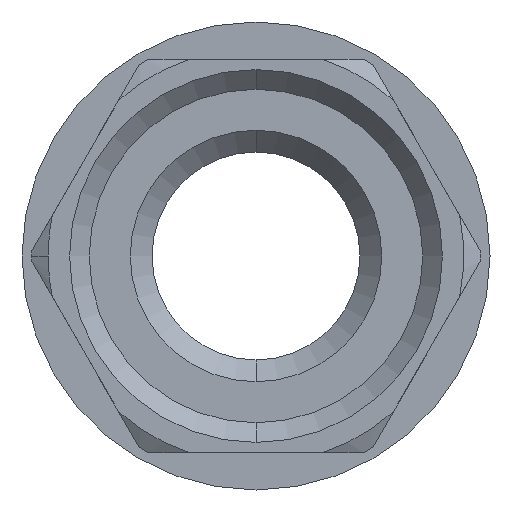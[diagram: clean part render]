
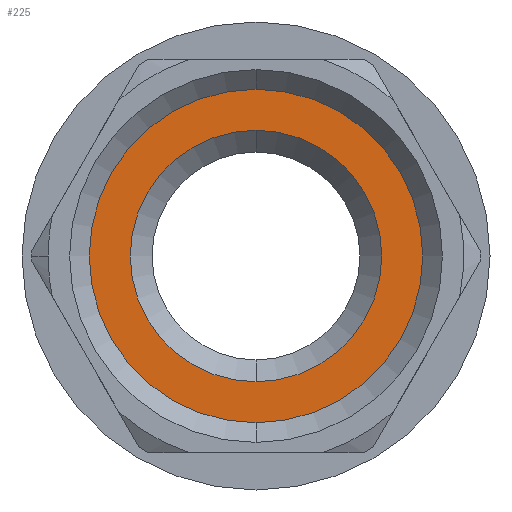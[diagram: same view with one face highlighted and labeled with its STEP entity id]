
A CAD part, front view. The second image highlights one B-rep face of the part: STEP entity #225.
In plain terms, the highlighted planar face has unit normal (0, -1, 0).
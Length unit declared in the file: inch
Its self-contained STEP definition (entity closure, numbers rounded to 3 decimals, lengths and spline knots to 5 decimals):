
#51 = VERTEX_POINT ( 'NONE', #991 ) ;
#91 = CIRCLE ( 'NONE', #409, 0.45276 ) ;
#112 = CARTESIAN_POINT ( 'NONE',  ( 0., -0.59055, 0.45276 ) ) ;
#128 = CARTESIAN_POINT ( 'NONE',  ( 0., -0.59055, 0. ) ) ;
#218 = CARTESIAN_POINT ( 'NONE',  ( 0., -0.59055, 0. ) ) ;
#225 = ADVANCED_FACE ( 'NONE', ( #289, #640 ), #1641, .F. ) ;
#226 = AXIS2_PLACEMENT_3D ( 'NONE', #128, #1161, #314 ) ;
#289 = FACE_BOUND ( 'NONE', #645, .T. ) ;
#305 = CARTESIAN_POINT ( 'NONE',  ( 0., -0.59055, -0.60039 ) ) ;
#314 = DIRECTION ( 'NONE',  ( 0., 0., -1. ) ) ;
#361 = ORIENTED_EDGE ( 'NONE', *, *, #686, .F. ) ;
#376 = DIRECTION ( 'NONE',  ( 0., 0., 1. ) ) ;
#385 = EDGE_CURVE ( 'NONE', #1690, #1669, #91, .T. ) ;
#409 = AXIS2_PLACEMENT_3D ( 'NONE', #1345, #463, #1496 ) ;
#453 = DIRECTION ( 'NONE',  ( 0., 1., 0. ) ) ;
#463 = DIRECTION ( 'NONE',  ( 0., -1., 0. ) ) ;
#468 = CARTESIAN_POINT ( 'NONE',  ( 0.60039, -0.59055, 0. ) ) ;
#480 = ORIENTED_EDGE ( 'NONE', *, *, #1108, .T. ) ;
#640 = FACE_OUTER_BOUND ( 'NONE', #1877, .T. ) ;
#645 = EDGE_LOOP ( 'NONE', ( #1711, #361 ) ) ;
#686 = EDGE_CURVE ( 'NONE', #1669, #1690, #1204, .T. ) ;
#769 = DIRECTION ( 'NONE',  ( 0., 0., 1. ) ) ;
#839 = EDGE_CURVE ( 'NONE', #51, #1610, #1426, .T. ) ;
#879 = DIRECTION ( 'NONE',  ( 0., -1., 0. ) ) ;
#991 = CARTESIAN_POINT ( 'NONE',  ( 0., -0.59055, 0.60039 ) ) ;
#1105 = CIRCLE ( 'NONE', #1491, 0.60039 ) ;
#1108 = EDGE_CURVE ( 'NONE', #1610, #51, #1105, .T. ) ;
#1161 = DIRECTION ( 'NONE',  ( 0., -1., 0. ) ) ;
#1204 = CIRCLE ( 'NONE', #226, 0.45276 ) ;
#1247 = DIRECTION ( 'NONE',  ( 0., -1., 0. ) ) ;
#1325 = ORIENTED_EDGE ( 'NONE', *, *, #839, .T. ) ;
#1345 = CARTESIAN_POINT ( 'NONE',  ( 0., -0.59055, 0. ) ) ;
#1426 = CIRCLE ( 'NONE', #1814, 0.60039 ) ;
#1430 = AXIS2_PLACEMENT_3D ( 'NONE', #468, #453, #769 ) ;
#1491 = AXIS2_PLACEMENT_3D ( 'NONE', #1754, #879, #1907 ) ;
#1496 = DIRECTION ( 'NONE',  ( 0., 0., -1. ) ) ;
#1610 = VERTEX_POINT ( 'NONE', #305 ) ;
#1641 = PLANE ( 'NONE',  #1430 ) ;
#1669 = VERTEX_POINT ( 'NONE', #112 ) ;
#1690 = VERTEX_POINT ( 'NONE', #1889 ) ;
#1711 = ORIENTED_EDGE ( 'NONE', *, *, #385, .F. ) ;
#1754 = CARTESIAN_POINT ( 'NONE',  ( 0., -0.59055, 0. ) ) ;
#1814 = AXIS2_PLACEMENT_3D ( 'NONE', #218, #1247, #376 ) ;
#1877 = EDGE_LOOP ( 'NONE', ( #1325, #480 ) ) ;
#1889 = CARTESIAN_POINT ( 'NONE',  ( 0., -0.59055, -0.45276 ) ) ;
#1907 = DIRECTION ( 'NONE',  ( 0., 0., 1. ) ) ;
